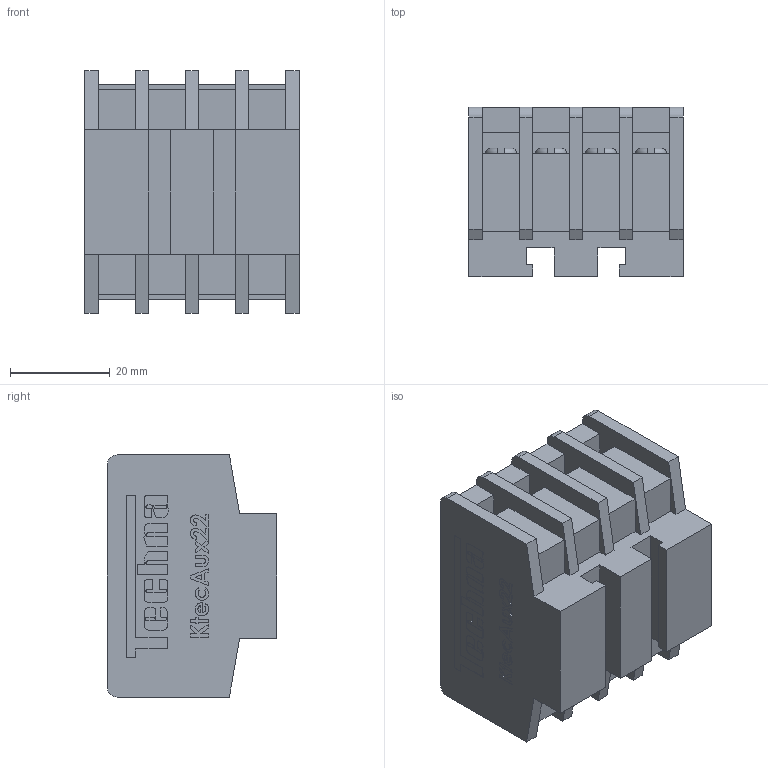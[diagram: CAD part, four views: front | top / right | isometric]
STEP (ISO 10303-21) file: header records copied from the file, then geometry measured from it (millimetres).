
FILE_DESCRIPTION (( 'STEP AP214' ), '1' );
FILE_NAME ('KtecAux22-W.STEP', '2020-05-27T10:46:57', ( '' ), ( '' ), 'SwSTEP 2.0', 'SolidWorks 2020', '' );
FILE_SCHEMA (( 'AUTOMOTIVE_DESIGN' ));
Length unit declared in the file: millimetre
Products named in the file (1): KtecAux22-W
Bounding box: 43 x 34 x 48.6 mm (x, y, z)
Volume: 51705 mm3; surface area: 14228.2 mm2
Topology: 1 solids, 1 shells, 1006 faces, 2739 edges, 1826 vertices
Faces by surface type: plane 664, cylinder 202, bspline 108, torus 32
Entity records: 45629 total; most frequent: CARTESIAN_POINT 12480, ORIENTED_EDGE 5478, DIRECTION 4725, EDGE_CURVE 2739, VECTOR 1991, LINE 1991, VERTEX_POINT 1826, AXIS2_PLACEMENT_3D 1367
